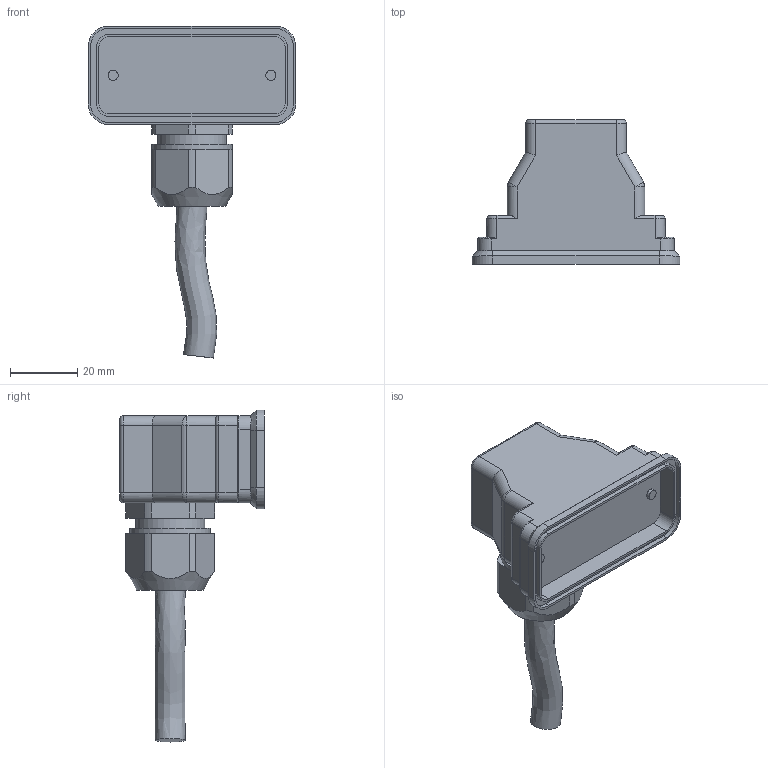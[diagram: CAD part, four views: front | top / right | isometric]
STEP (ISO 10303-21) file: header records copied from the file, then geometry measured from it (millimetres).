
FILE_DESCRIPTION(( 'SUB.D25.90.stp' ), '1');
FILE_NAME( 'SUB.D25.90.stp', '2019-03-07T08:27:30',( 'Sopra'),('sopra-pneumatic.com'), 'SwSTEP 2.0','SolidWorks 2009','' );
FILE_SCHEMA (('AUTOMOTIVE_DESIGN { 1 0 10303 214 3 1 1 }'));
Length unit declared in the file: millimetre
Products named in the file (1): 2400.25.##.90
Bounding box: 61.9 x 43 x 98.95 mm (x, y, z)
Volume: 55252.8 mm3; surface area: 13530.5 mm2
Topology: 1 solids, 1 shells, 162 faces, 403 edges, 247 vertices
Faces by surface type: cylinder 70, plane 70, torus 12, cone 5, sphere 4, bspline 1
Full cylindrical faces by diameter (mm): 3 x2, 20.5 x1, 24 x1
Entity records: 5004 total; most frequent: CARTESIAN_POINT 1049, DIRECTION 863, ORIENTED_EDGE 798, EDGE_CURVE 399, AXIS2_PLACEMENT_3D 323, VERTEX_POINT 247, LINE 217, VECTOR 217
